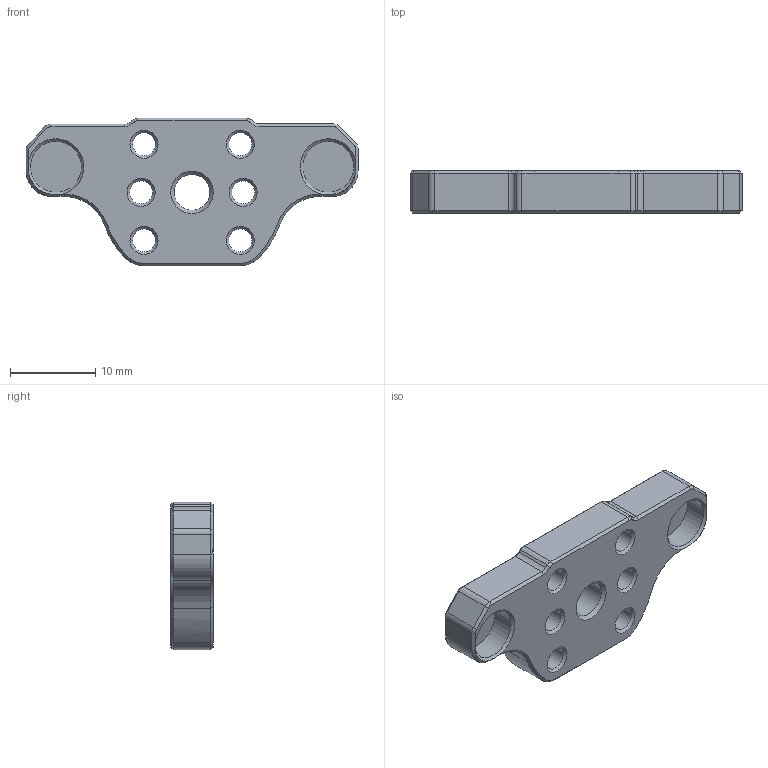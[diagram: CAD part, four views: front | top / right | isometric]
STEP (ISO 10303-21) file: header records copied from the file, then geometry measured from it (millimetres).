
FILE_DESCRIPTION(/* description */ (''),/* implementation_level */ '2;1');
FILE_NAME(/* name */ 'Mammoth Hotend universal adapter.step',/* time_stamp */ '2023-06-11T00:14:48+02:00',/* author */ (''),/* organization */ (''),/* preprocessor_version */ 'ST-DEVELOPER v19.2',/* originating_system */ 'Autodesk Translation Framework v12.6.0.85',/* authorisation */ '');
FILE_SCHEMA (('AUTOMOTIVE_DESIGN { 1 0 10303 214 3 1 1 }'));
Length unit declared in the file: millimetre
Products named in the file (2): Mammoth_V3_Print-Version; Hotend universal adapter plate
Assembly tree (1 placements, depth 2):
  Mammoth_V3_Print-Version
    Hotend universal adapter plate
Bounding box: 39.04 x 5 x 17.35 mm (x, y, z)
Volume: 1937.7 mm3; surface area: 1761.2 mm2
Topology: 1 solids, 1 shells, 137 faces, 331 edges, 192 vertices
Faces by surface type: cone 54, plane 42, cylinder 29, bspline 12
Full cylindrical faces by diameter (mm): 2.7 x6, 3.4 x2, 4.2 x1, 6 x2
Entity records: 5400 total; most frequent: CARTESIAN_POINT 1063, DIRECTION 671, ORIENTED_EDGE 662, EDGE_CURVE 331, AXIS2_PLACEMENT_3D 253, VERTEX_POINT 192, LINE 165, VECTOR 165
